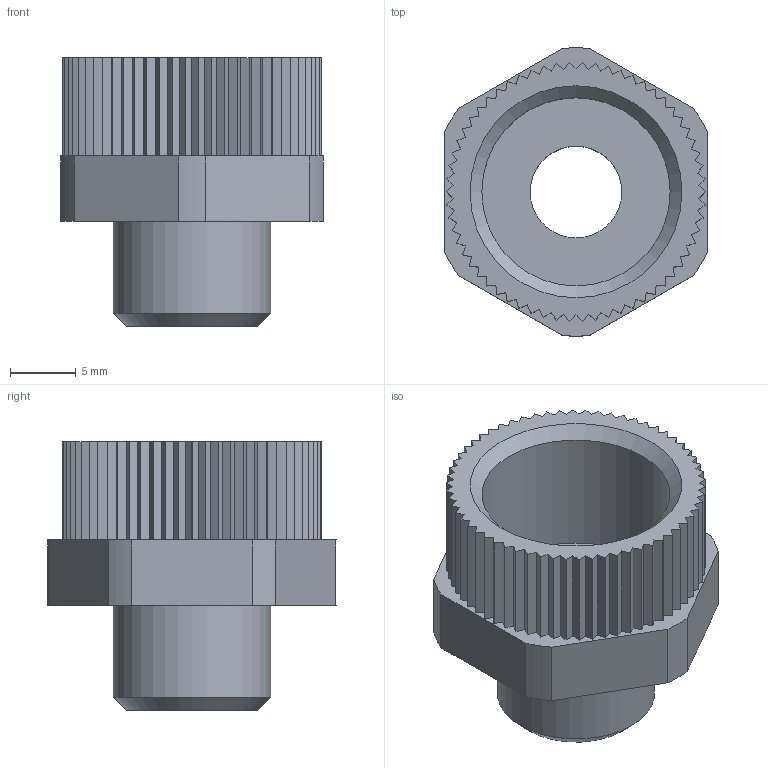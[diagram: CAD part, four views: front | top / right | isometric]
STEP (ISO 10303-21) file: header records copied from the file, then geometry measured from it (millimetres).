
FILE_DESCRIPTION (( 'STEP AP214' ), '1' );
FILE_NAME ('2031450.stp', '2021-03-19T10:40:38', ( '' ), ( '' ), 'SwSTEP 2.0', 'SolidWorks 2020', '' );
FILE_SCHEMA (( 'AUTOMOTIVE_DESIGN' ));
Length unit declared in the file: millimetre
Products named in the file (1): 2031450
Bounding box: 20 x 21.99 x 20.5 mm (x, y, z)
Volume: 2680.2 mm3; surface area: 2548.6 mm2
Topology: 1 solids, 1 shells, 246 faces, 714 edges, 476 vertices
Faces by surface type: plane 172, cylinder 71, cone 2, bspline 1
Full cylindrical faces by diameter (mm): 7 x1, 12 x1, 14.367 x1
Entity records: 8095 total; most frequent: CARTESIAN_POINT 1460, ORIENTED_EDGE 1412, DIRECTION 1340, EDGE_CURVE 706, LINE 560, VECTOR 560, VERTEX_POINT 474, AXIS2_PLACEMENT_3D 390
